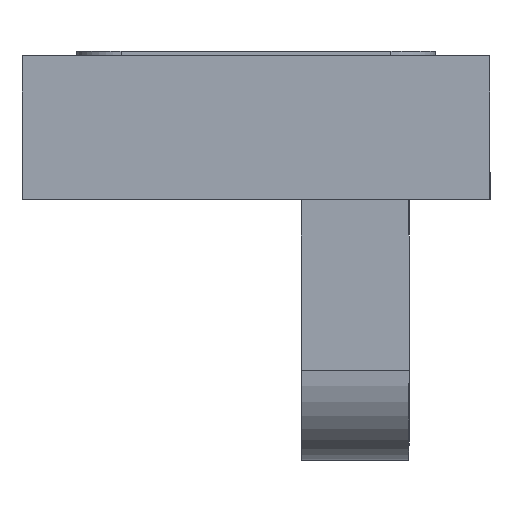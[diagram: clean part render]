
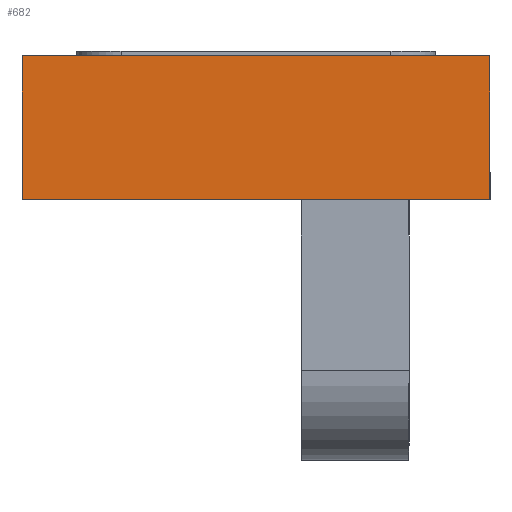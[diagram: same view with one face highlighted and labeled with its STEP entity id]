
A CAD part, front view. The second image highlights one B-rep face of the part: STEP entity #682.
In plain terms, the highlighted planar face has unit normal (0, -1, 0).
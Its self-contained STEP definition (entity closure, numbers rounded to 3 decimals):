
#54 = CARTESIAN_POINT ( 'NONE',  ( -26., -94., 0. ) ) ;
#71 = CARTESIAN_POINT ( 'NONE',  ( -26., -94., 16. ) ) ;
#111 = VECTOR ( 'NONE', #2227, 1000. ) ;
#184 = ORIENTED_EDGE ( 'NONE', *, *, #1734, .T. ) ;
#234 = CARTESIAN_POINT ( 'NONE',  ( -26., -94., 16. ) ) ;
#242 = FACE_OUTER_BOUND ( 'NONE', #875, .T. ) ;
#320 = CARTESIAN_POINT ( 'NONE',  ( -26., -94., 0. ) ) ;
#331 = VECTOR ( 'NONE', #766, 1000. ) ;
#383 = VERTEX_POINT ( 'NONE', #433 ) ;
#433 = CARTESIAN_POINT ( 'NONE',  ( 26., -94., 0. ) ) ;
#469 = ORIENTED_EDGE ( 'NONE', *, *, #1081, .F. ) ;
#557 = VERTEX_POINT ( 'NONE', #921 ) ;
#561 = DIRECTION ( 'NONE',  ( 0., 1., 0. ) ) ;
#647 = DIRECTION ( 'NONE',  ( 1., 0., 0. ) ) ;
#682 = ADVANCED_FACE ( 'NONE', ( #242 ), #1680, .F. ) ;
#766 = DIRECTION ( 'NONE',  ( 1., 0., 0. ) ) ;
#875 = EDGE_LOOP ( 'NONE', ( #184, #1686, #469, #971 ) ) ;
#921 = CARTESIAN_POINT ( 'NONE',  ( -26., -94., 16. ) ) ;
#971 = ORIENTED_EDGE ( 'NONE', *, *, #974, .T. ) ;
#974 = EDGE_CURVE ( 'NONE', #557, #2232, #1491, .T. ) ;
#1059 = EDGE_CURVE ( 'NONE', #1294, #383, #2249, .T. ) ;
#1081 = EDGE_CURVE ( 'NONE', #557, #1294, #2262, .T. ) ;
#1138 = AXIS2_PLACEMENT_3D ( 'NONE', #71, #561, #1325 ) ;
#1294 = VERTEX_POINT ( 'NONE', #1434 ) ;
#1325 = DIRECTION ( 'NONE',  ( 0., 0., 1. ) ) ;
#1351 = VECTOR ( 'NONE', #647, 1000. ) ;
#1434 = CARTESIAN_POINT ( 'NONE',  ( 26., -94., 16. ) ) ;
#1458 = VECTOR ( 'NONE', #1575, 1000. ) ;
#1491 = LINE ( 'NONE', #234, #111 ) ;
#1517 = LINE ( 'NONE', #54, #331 ) ;
#1575 = DIRECTION ( 'NONE',  ( 0., 0., -1. ) ) ;
#1680 = PLANE ( 'NONE',  #1138 ) ;
#1686 = ORIENTED_EDGE ( 'NONE', *, *, #1059, .F. ) ;
#1734 = EDGE_CURVE ( 'NONE', #2232, #383, #1517, .T. ) ;
#1880 = CARTESIAN_POINT ( 'NONE',  ( -26., -94., 16. ) ) ;
#2108 = CARTESIAN_POINT ( 'NONE',  ( 26., -94., 16. ) ) ;
#2227 = DIRECTION ( 'NONE',  ( 0., 0., -1. ) ) ;
#2232 = VERTEX_POINT ( 'NONE', #320 ) ;
#2249 = LINE ( 'NONE', #2108, #1458 ) ;
#2262 = LINE ( 'NONE', #1880, #1351 ) ;
